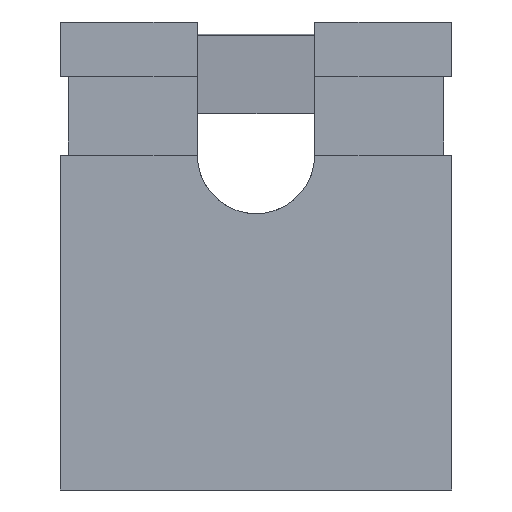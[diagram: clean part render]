
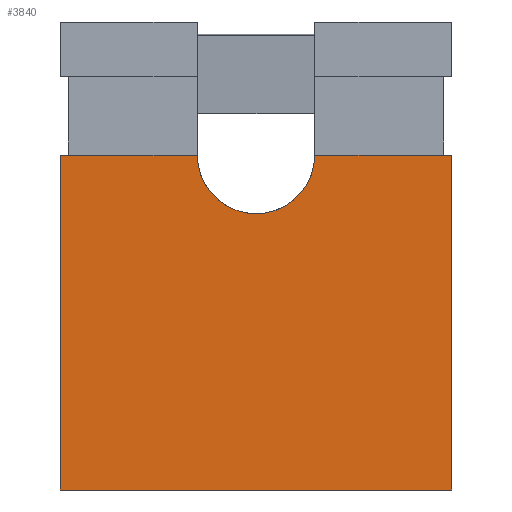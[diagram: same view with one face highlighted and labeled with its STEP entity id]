
A CAD part, front view. The second image highlights one B-rep face of the part: STEP entity #3840.
In plain terms, the highlighted planar face has unit normal (0, -1, 0).
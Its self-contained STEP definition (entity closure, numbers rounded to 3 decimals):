
#3267 = VERTEX_POINT('',#3268);
#3268 = CARTESIAN_POINT('',(2.5,-1.22,-2.99));
#3274 = EDGE_CURVE('',#3267,#3275,#3277,.T.);
#3275 = VERTEX_POINT('',#3276);
#3276 = CARTESIAN_POINT('',(-2.5,-1.22,-2.99));
#3277 = LINE('',#3278,#3279);
#3278 = CARTESIAN_POINT('',(2.5,-1.22,-2.99));
#3279 = VECTOR('',#3280,1.);
#3280 = DIRECTION('',(-1.,0.,0.));
#3704 = VERTEX_POINT('',#3705);
#3705 = CARTESIAN_POINT('',(0.75,-1.22,1.29));
#3711 = EDGE_CURVE('',#3704,#3712,#3714,.T.);
#3712 = VERTEX_POINT('',#3713);
#3713 = CARTESIAN_POINT('',(2.5,-1.22,1.29));
#3714 = LINE('',#3715,#3716);
#3715 = CARTESIAN_POINT('',(-2.5,-1.22,1.29));
#3716 = VECTOR('',#3717,1.);
#3717 = DIRECTION('',(1.,0.,0.));
#3829 = EDGE_CURVE('',#3712,#3267,#3830,.T.);
#3830 = LINE('',#3831,#3832);
#3831 = CARTESIAN_POINT('',(2.5,-1.22,2.99));
#3832 = VECTOR('',#3833,1.);
#3833 = DIRECTION('',(0.,0.,-1.));
#3840 = ADVANCED_FACE('',(#3841),#3869,.F.);
#3841 = FACE_BOUND('',#3842,.T.);
#3842 = EDGE_LOOP('',(#3843,#3844,#3853,#3861,#3867,#3868));
#3843 = ORIENTED_EDGE('',*,*,#3711,.F.);
#3844 = ORIENTED_EDGE('',*,*,#3845,.F.);
#3845 = EDGE_CURVE('',#3846,#3704,#3848,.T.);
#3846 = VERTEX_POINT('',#3847);
#3847 = CARTESIAN_POINT('',(-0.75,-1.22,1.29));
#3848 = CIRCLE('',#3849,0.75);
#3849 = AXIS2_PLACEMENT_3D('',#3850,#3851,#3852);
#3850 = CARTESIAN_POINT('',(0.,-1.22,1.29));
#3851 = DIRECTION('',(0.,-1.,0.));
#3852 = DIRECTION('',(-1.,0.,0.));
#3853 = ORIENTED_EDGE('',*,*,#3854,.F.);
#3854 = EDGE_CURVE('',#3855,#3846,#3857,.T.);
#3855 = VERTEX_POINT('',#3856);
#3856 = CARTESIAN_POINT('',(-2.5,-1.22,1.29));
#3857 = LINE('',#3858,#3859);
#3858 = CARTESIAN_POINT('',(-2.5,-1.22,1.29));
#3859 = VECTOR('',#3860,1.);
#3860 = DIRECTION('',(1.,0.,0.));
#3861 = ORIENTED_EDGE('',*,*,#3862,.F.);
#3862 = EDGE_CURVE('',#3275,#3855,#3863,.T.);
#3863 = LINE('',#3864,#3865);
#3864 = CARTESIAN_POINT('',(-2.5,-1.22,-2.99));
#3865 = VECTOR('',#3866,1.);
#3866 = DIRECTION('',(0.,0.,1.));
#3867 = ORIENTED_EDGE('',*,*,#3274,.F.);
#3868 = ORIENTED_EDGE('',*,*,#3829,.F.);
#3869 = PLANE('',#3870);
#3870 = AXIS2_PLACEMENT_3D('',#3871,#3872,#3873);
#3871 = CARTESIAN_POINT('',(0.,-1.22,0.));
#3872 = DIRECTION('',(0.,1.,0.));
#3873 = DIRECTION('',(0.,-0.,1.));
